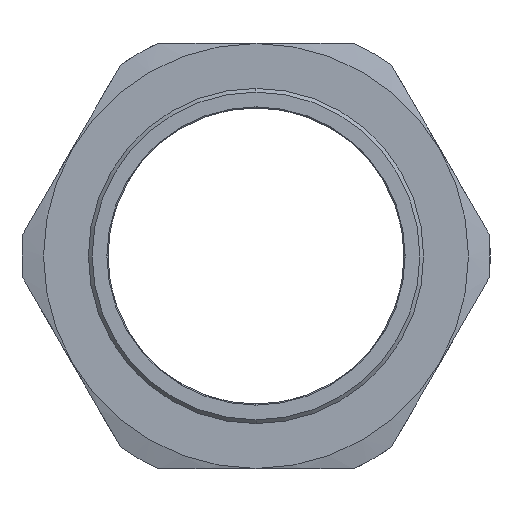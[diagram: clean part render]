
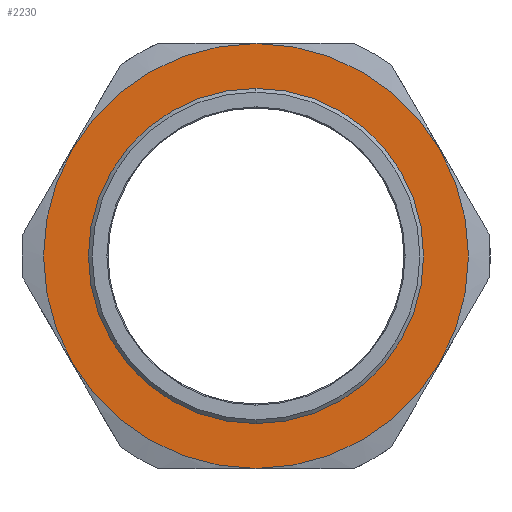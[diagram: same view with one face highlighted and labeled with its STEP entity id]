
A CAD part, left-side view. The second image highlights one B-rep face of the part: STEP entity #2230.
In plain terms, the highlighted planar face has unit normal (-1, 0, 0).
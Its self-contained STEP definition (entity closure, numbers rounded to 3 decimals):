
#100 = PLANE ( 'NONE',  #1481 ) ;
#150 = CARTESIAN_POINT ( 'NONE',  ( 24., 0., -57.05 ) ) ;
#247 = CARTESIAN_POINT ( 'NONE',  ( 24., 0., -45. ) ) ;
#253 = CARTESIAN_POINT ( 'NONE',  ( 24., 0., 0. ) ) ;
#344 = CIRCLE ( 'NONE', #1966, 57.05 ) ;
#362 = CARTESIAN_POINT ( 'NONE',  ( 24., 0., 0. ) ) ;
#579 = EDGE_CURVE ( 'NONE', #1242, #2434, #4227, .T. ) ;
#588 = DIRECTION ( 'NONE',  ( 0., 0., -1. ) ) ;
#681 = DIRECTION ( 'NONE',  ( 0., 0., 1. ) ) ;
#765 = DIRECTION ( 'NONE',  ( 0., 0., -1. ) ) ;
#975 = DIRECTION ( 'NONE',  ( -1., 0., 0. ) ) ;
#1069 = CARTESIAN_POINT ( 'NONE',  ( 24., 0., 0. ) ) ;
#1089 = AXIS2_PLACEMENT_3D ( 'NONE', #1069, #3354, #1401 ) ;
#1242 = VERTEX_POINT ( 'NONE', #150 ) ;
#1296 = ORIENTED_EDGE ( 'NONE', *, *, #3492, .F. ) ;
#1401 = DIRECTION ( 'NONE',  ( 0., 0., -1. ) ) ;
#1439 = EDGE_LOOP ( 'NONE', ( #4211, #1296 ) ) ;
#1461 = ORIENTED_EDGE ( 'NONE', *, *, #2542, .F. ) ;
#1481 = AXIS2_PLACEMENT_3D ( 'NONE', #2420, #2732, #765 ) ;
#1568 = EDGE_CURVE ( 'NONE', #3619, #2500, #1735, .T. ) ;
#1570 = FACE_BOUND ( 'NONE', #3007, .T. ) ;
#1638 = CARTESIAN_POINT ( 'NONE',  ( 24., 0., 45. ) ) ;
#1735 = CIRCLE ( 'NONE', #3266, 45. ) ;
#1966 = AXIS2_PLACEMENT_3D ( 'NONE', #253, #2555, #588 ) ;
#2230 = ADVANCED_FACE ( 'NONE', ( #3216, #1570 ), #100, .F. ) ;
#2401 = CIRCLE ( 'NONE', #3371, 45. ) ;
#2420 = CARTESIAN_POINT ( 'NONE',  ( 24., 0., -63.365 ) ) ;
#2434 = VERTEX_POINT ( 'NONE', #3485 ) ;
#2500 = VERTEX_POINT ( 'NONE', #247 ) ;
#2542 = EDGE_CURVE ( 'NONE', #2500, #3619, #2401, .T. ) ;
#2555 = DIRECTION ( 'NONE',  ( 1., 0., 0. ) ) ;
#2653 = DIRECTION ( 'NONE',  ( -1., 0., 0. ) ) ;
#2732 = DIRECTION ( 'NONE',  ( 1., 0., 0. ) ) ;
#2846 = ORIENTED_EDGE ( 'NONE', *, *, #1568, .F. ) ;
#2946 = CARTESIAN_POINT ( 'NONE',  ( 24., 0., 0. ) ) ;
#3007 = EDGE_LOOP ( 'NONE', ( #1461, #2846 ) ) ;
#3216 = FACE_OUTER_BOUND ( 'NONE', #1439, .T. ) ;
#3265 = DIRECTION ( 'NONE',  ( 0., 0., 1. ) ) ;
#3266 = AXIS2_PLACEMENT_3D ( 'NONE', #2946, #975, #3265 ) ;
#3354 = DIRECTION ( 'NONE',  ( 1., 0., 0. ) ) ;
#3371 = AXIS2_PLACEMENT_3D ( 'NONE', #362, #2653, #681 ) ;
#3485 = CARTESIAN_POINT ( 'NONE',  ( 24., 0., 57.05 ) ) ;
#3492 = EDGE_CURVE ( 'NONE', #2434, #1242, #344, .T. ) ;
#3619 = VERTEX_POINT ( 'NONE', #1638 ) ;
#4211 = ORIENTED_EDGE ( 'NONE', *, *, #579, .F. ) ;
#4227 = CIRCLE ( 'NONE', #1089, 57.05 ) ;
